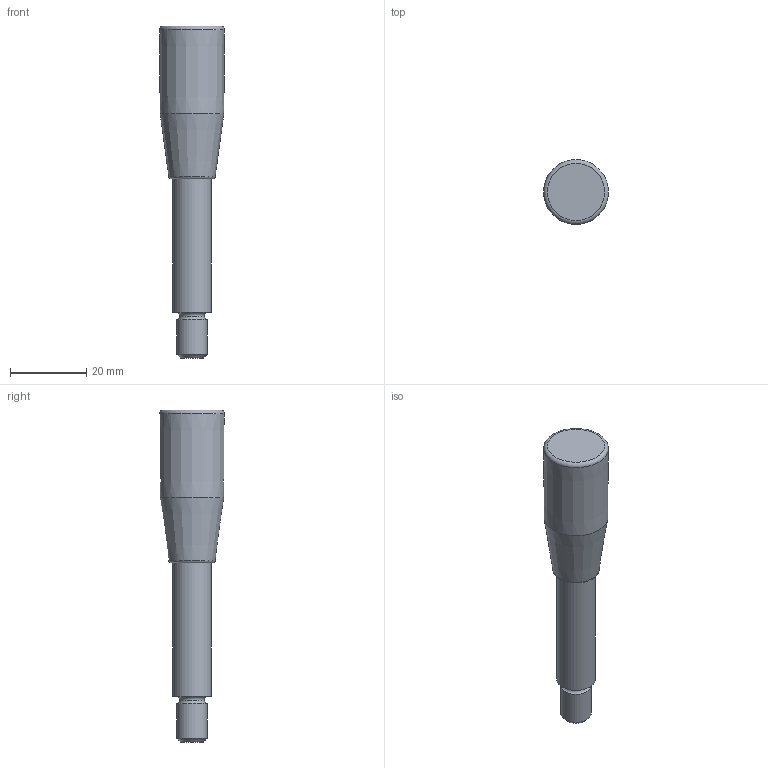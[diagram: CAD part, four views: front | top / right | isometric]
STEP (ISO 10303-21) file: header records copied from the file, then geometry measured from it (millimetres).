
FILE_DESCRIPTION( ( 'Unknown' ), '1' );
FILE_NAME( '6135500_BI40_M08x75.stp', 'Unknown', ( 'Unknown' ), ( 'Unknown' ), 'PSStep 11.0', 'Unknown', ' ' );
FILE_SCHEMA( ( 'AUTOMOTIVE_DESIGN { 1 0 10303 214 1 1 1 1 }' ) );
Length unit declared in the file: millimetre
Products named in the file (1): 6136010_MC17x40
Bounding box: 16.99 x 16.99 x 87 mm (x, y, z)
Volume: 10557.5 mm3; surface area: 4155.5 mm2
Topology: 1 solids, 2 shells, 18 faces, 37 edges, 24 vertices
Faces by surface type: plane 5, cone 5, torus 4, cylinder 4
Full cylindrical faces by diameter (mm): 6.5 x1, 6.647 x1, 8 x1, 10 x1
Entity records: 506 total; most frequent: DIRECTION 70, CARTESIAN_POINT 52, AXIS2_PLACEMENT_3D 35, EDGE_LOOP 32, ORIENTED_EDGE 32, FACE_OUTER_BOUND 26, STYLED_ITEM 18, PRESENTATION_STYLE_ASSIGNMENT 18
